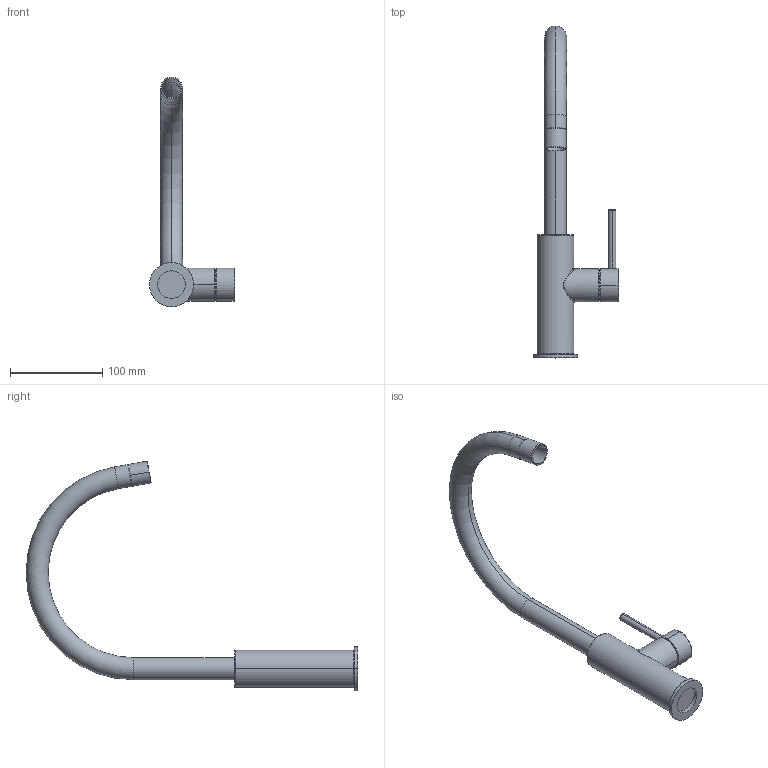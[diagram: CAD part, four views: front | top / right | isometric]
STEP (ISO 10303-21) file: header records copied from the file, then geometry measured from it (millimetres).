
FILE_DESCRIPTION(('STEP AP214'),'1');
FILE_NAME('V_Namor 5.STP','2026-01-07T10:31:00',(' '),(' '),'Spatial InterOp 3D',' ',' ');
FILE_SCHEMA(('AUTOMOTIVE_DESIGN { 1 0 10303 214 1 1 1 1 }'));
Length unit declared in the file: millimetre
Products named in the file (2): V_Namor 5; ASSEM1
Assembly tree (1 placements, depth 2):
  V_Namor 5
    ASSEM1
Bounding box: 92.51 x 360.49 x 249.38 mm (x, y, z)
Volume: 255178.7 mm3; surface area: 96168.2 mm2
Topology: 1 solids, 8 shells, 80 faces, 200 edges, 138 vertices
Faces by surface type: cylinder 26, torus 26, plane 19, bspline 4, cone 3, sphere 2
Entity records: 3299 total; most frequent: CARTESIAN_POINT 1331, DIRECTION 445, ORIENTED_EDGE 352, EDGE_CURVE 200, AXIS2_PLACEMENT_3D 191, VERTEX_POINT 138, CIRCLE 113, EDGE_LOOP 88
